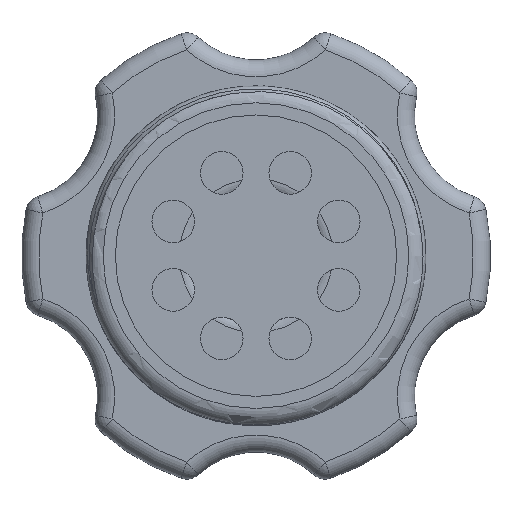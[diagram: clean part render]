
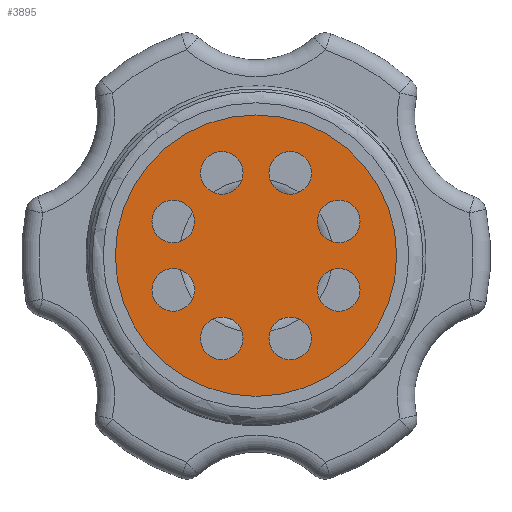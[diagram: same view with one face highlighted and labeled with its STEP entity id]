
A CAD part, top view. The second image highlights one B-rep face of the part: STEP entity #3895.
In plain terms, the highlighted planar face has unit normal (0, 0, 1).
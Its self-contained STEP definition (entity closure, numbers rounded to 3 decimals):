
#97=FACE_BOUND('',#1346,.T.);
#98=FACE_BOUND('',#1347,.T.);
#99=FACE_BOUND('',#1348,.T.);
#100=FACE_BOUND('',#1349,.T.);
#101=FACE_BOUND('',#1350,.T.);
#102=FACE_BOUND('',#1351,.T.);
#103=FACE_BOUND('',#1352,.T.);
#104=FACE_BOUND('',#1353,.T.);
#158=PLANE('',#4394);
#391=CIRCLE('',#4368,16.5);
#400=CIRCLE('',#4379,2.5);
#401=CIRCLE('',#4381,2.5);
#402=CIRCLE('',#4383,2.5);
#403=CIRCLE('',#4385,2.5);
#404=CIRCLE('',#4387,2.5);
#405=CIRCLE('',#4389,2.5);
#406=CIRCLE('',#4391,2.5);
#407=CIRCLE('',#4393,2.5);
#1092=FACE_OUTER_BOUND('',#1345,.T.);
#1345=EDGE_LOOP('',(#3563));
#1346=EDGE_LOOP('',(#3564));
#1347=EDGE_LOOP('',(#3565));
#1348=EDGE_LOOP('',(#3566));
#1349=EDGE_LOOP('',(#3567));
#1350=EDGE_LOOP('',(#3568));
#1351=EDGE_LOOP('',(#3569));
#1352=EDGE_LOOP('',(#3570));
#1353=EDGE_LOOP('',(#3571));
#1809=VERTEX_POINT('',#15096);
#1818=VERTEX_POINT('',#15117);
#1819=VERTEX_POINT('',#15121);
#1820=VERTEX_POINT('',#15125);
#1821=VERTEX_POINT('',#15129);
#1822=VERTEX_POINT('',#15133);
#1823=VERTEX_POINT('',#15137);
#1824=VERTEX_POINT('',#15141);
#1825=VERTEX_POINT('',#15145);
#2382=EDGE_CURVE('',#1809,#1809,#391,.T.);
#2392=EDGE_CURVE('',#1818,#1818,#400,.T.);
#2394=EDGE_CURVE('',#1819,#1819,#401,.T.);
#2396=EDGE_CURVE('',#1820,#1820,#402,.T.);
#2398=EDGE_CURVE('',#1821,#1821,#403,.T.);
#2400=EDGE_CURVE('',#1822,#1822,#404,.T.);
#2402=EDGE_CURVE('',#1823,#1823,#405,.T.);
#2404=EDGE_CURVE('',#1824,#1824,#406,.T.);
#2406=EDGE_CURVE('',#1825,#1825,#407,.T.);
#3563=ORIENTED_EDGE('',*,*,#2382,.T.);
#3564=ORIENTED_EDGE('',*,*,#2406,.T.);
#3565=ORIENTED_EDGE('',*,*,#2404,.T.);
#3566=ORIENTED_EDGE('',*,*,#2402,.T.);
#3567=ORIENTED_EDGE('',*,*,#2400,.T.);
#3568=ORIENTED_EDGE('',*,*,#2398,.T.);
#3569=ORIENTED_EDGE('',*,*,#2396,.T.);
#3570=ORIENTED_EDGE('',*,*,#2394,.T.);
#3571=ORIENTED_EDGE('',*,*,#2392,.T.);
#3895=ADVANCED_FACE('',(#1092,#97,#98,#99,#100,#101,#102,#103,#104),#158,
 .T.);
#4368=AXIS2_PLACEMENT_3D('',#15097,#5494,#5495);
#4379=AXIS2_PLACEMENT_3D('',#15118,#5517,#5518);
#4381=AXIS2_PLACEMENT_3D('',#15122,#5522,#5523);
#4383=AXIS2_PLACEMENT_3D('',#15126,#5527,#5528);
#4385=AXIS2_PLACEMENT_3D('',#15130,#5532,#5533);
#4387=AXIS2_PLACEMENT_3D('',#15134,#5537,#5538);
#4389=AXIS2_PLACEMENT_3D('',#15138,#5542,#5543);
#4391=AXIS2_PLACEMENT_3D('',#15142,#5547,#5548);
#4393=AXIS2_PLACEMENT_3D('',#15146,#5552,#5553);
#4394=AXIS2_PLACEMENT_3D('',#15148,#5555,#5556);
#5494=DIRECTION('center_axis',(0.,0.,1.));
#5495=DIRECTION('ref_axis',(1.,0.,0.));
#5517=DIRECTION('center_axis',(0.,0.,-1.));
#5518=DIRECTION('ref_axis',(1.,0.,0.));
#5522=DIRECTION('center_axis',(0.,0.,-1.));
#5523=DIRECTION('ref_axis',(1.,0.,0.));
#5527=DIRECTION('center_axis',(0.,0.,-1.));
#5528=DIRECTION('ref_axis',(1.,0.,0.));
#5532=DIRECTION('center_axis',(0.,0.,-1.));
#5533=DIRECTION('ref_axis',(1.,0.,0.));
#5537=DIRECTION('center_axis',(0.,0.,-1.));
#5538=DIRECTION('ref_axis',(1.,0.,0.));
#5542=DIRECTION('center_axis',(0.,0.,-1.));
#5543=DIRECTION('ref_axis',(1.,0.,0.));
#5547=DIRECTION('center_axis',(0.,0.,-1.));
#5548=DIRECTION('ref_axis',(1.,0.,0.));
#5552=DIRECTION('center_axis',(0.,0.,-1.));
#5553=DIRECTION('ref_axis',(1.,0.,0.));
#5555=DIRECTION('center_axis',(0.,0.,1.));
#5556=DIRECTION('ref_axis',(1.,0.,0.));
#15096=CARTESIAN_POINT('',(-16.5,0.,1.8));
#15097=CARTESIAN_POINT('Origin',(0.,0.,1.8));
#15117=CARTESIAN_POINT('',(-12.201,4.018,1.8));
#15118=CARTESIAN_POINT('Origin',(-9.701,4.018,1.8));
#15121=CARTESIAN_POINT('',(-6.518,-9.701,1.8));
#15122=CARTESIAN_POINT('Origin',(-4.018,-9.701,1.8));
#15125=CARTESIAN_POINT('',(-6.518,9.701,1.8));
#15126=CARTESIAN_POINT('Origin',(-4.018,9.701,1.8));
#15129=CARTESIAN_POINT('',(1.518,-9.701,1.8));
#15130=CARTESIAN_POINT('Origin',(4.018,-9.701,1.8));
#15133=CARTESIAN_POINT('',(-12.201,-4.018,1.8));
#15134=CARTESIAN_POINT('Origin',(-9.701,-4.018,1.8));
#15137=CARTESIAN_POINT('',(1.518,9.701,1.8));
#15138=CARTESIAN_POINT('Origin',(4.018,9.701,1.8));
#15141=CARTESIAN_POINT('',(7.201,-4.018,1.8));
#15142=CARTESIAN_POINT('Origin',(9.701,-4.018,1.8));
#15145=CARTESIAN_POINT('',(7.201,4.018,1.8));
#15146=CARTESIAN_POINT('Origin',(9.701,4.018,1.8));
#15148=CARTESIAN_POINT('Origin',(0.,0.,1.8));
